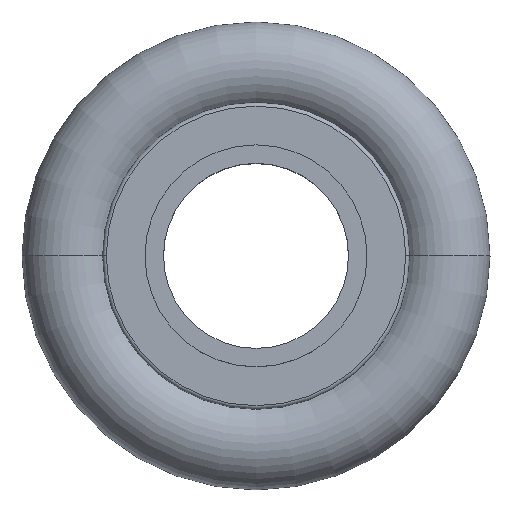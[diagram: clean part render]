
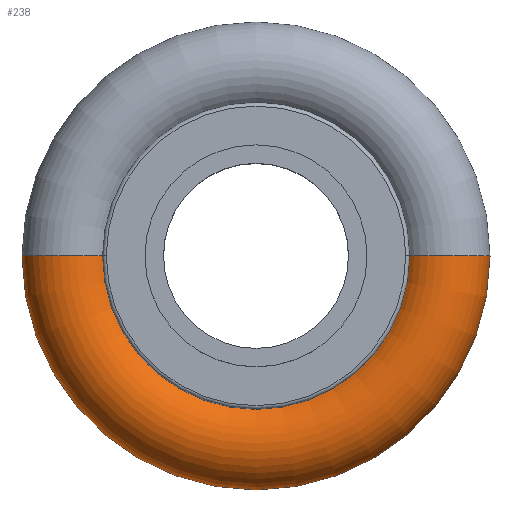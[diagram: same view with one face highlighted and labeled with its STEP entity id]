
A CAD part, top view. The second image highlights one B-rep face of the part: STEP entity #238.
In plain terms, the highlighted toroidal (fillet/blend) face has major radius 10.15 mm and minor radius 2.5 mm.
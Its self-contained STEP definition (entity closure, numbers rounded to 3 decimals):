
#39 = CARTESIAN_POINT ( 'NONE',  ( 0., 0., -4. ) ) ;
#41 = EDGE_CURVE ( 'NONE', #269, #335, #528, .T. ) ;
#42 = AXIS2_PLACEMENT_3D ( 'NONE', #39, #45, #110 ) ;
#45 = DIRECTION ( 'NONE',  ( 0., 0., 1. ) ) ;
#110 = DIRECTION ( 'NONE',  ( 1., 0., 0. ) ) ;
#139 = VERTEX_POINT ( 'NONE', #563 ) ;
#151 = EDGE_CURVE ( 'NONE', #139, #328, #617, .T. ) ;
#160 = CARTESIAN_POINT ( 'NONE',  ( 0., 0., -4. ) ) ;
#217 = CARTESIAN_POINT ( 'NONE',  ( -10.15, 0., -4. ) ) ;
#238 = ADVANCED_FACE ( 'NONE', ( #802 ), #727, .T. ) ;
#265 = DIRECTION ( 'NONE',  ( 0., 0., -1. ) ) ;
#269 = VERTEX_POINT ( 'NONE', #587 ) ;
#281 = DIRECTION ( 'NONE',  ( 0., 1., 0. ) ) ;
#295 = DIRECTION ( 'NONE',  ( -1., 0., 0. ) ) ;
#317 = CIRCLE ( 'NONE', #42, 7.65 ) ;
#328 = VERTEX_POINT ( 'NONE', #854 ) ;
#335 = VERTEX_POINT ( 'NONE', #856 ) ;
#346 = DIRECTION ( 'NONE',  ( 0., -1., 0. ) ) ;
#392 = CARTESIAN_POINT ( 'NONE',  ( 0., 0., -4. ) ) ;
#398 = ORIENTED_EDGE ( 'NONE', *, *, #858, .F. ) ;
#400 = CARTESIAN_POINT ( 'NONE',  ( 10.15, 0., -4. ) ) ;
#458 = DIRECTION ( 'NONE',  ( 0., 0., 1. ) ) ;
#459 = DIRECTION ( 'NONE',  ( 1., 0., 0. ) ) ;
#487 = ORIENTED_EDGE ( 'NONE', *, *, #807, .T. ) ;
#507 = AXIS2_PLACEMENT_3D ( 'NONE', #400, #346, #265 ) ;
#528 = CIRCLE ( 'NONE', #953, 2.5 ) ;
#563 = CARTESIAN_POINT ( 'NONE',  ( 12.65, 0., -4. ) ) ;
#587 = CARTESIAN_POINT ( 'NONE',  ( -12.65, 0., -4. ) ) ;
#593 = DIRECTION ( 'NONE',  ( 0., 0., 1. ) ) ;
#607 = DIRECTION ( 'NONE',  ( 1., 0., 0. ) ) ;
#617 = CIRCLE ( 'NONE', #507, 2.5 ) ;
#727 = TOROIDAL_SURFACE ( 'NONE', #745, 10.15, 2.5 ) ;
#745 = AXIS2_PLACEMENT_3D ( 'NONE', #392, #458, #459 ) ;
#778 = AXIS2_PLACEMENT_3D ( 'NONE', #160, #593, #607 ) ;
#802 = FACE_OUTER_BOUND ( 'NONE', #892, .T. ) ;
#807 = EDGE_CURVE ( 'NONE', #269, #139, #931, .T. ) ;
#836 = ORIENTED_EDGE ( 'NONE', *, *, #41, .F. ) ;
#854 = CARTESIAN_POINT ( 'NONE',  ( 7.65, 0., -4. ) ) ;
#856 = CARTESIAN_POINT ( 'NONE',  ( -7.65, 0., -4. ) ) ;
#858 = EDGE_CURVE ( 'NONE', #335, #328, #317, .T. ) ;
#892 = EDGE_LOOP ( 'NONE', ( #836, #487, #981, #398 ) ) ;
#931 = CIRCLE ( 'NONE', #778, 12.65 ) ;
#953 = AXIS2_PLACEMENT_3D ( 'NONE', #217, #281, #295 ) ;
#981 = ORIENTED_EDGE ( 'NONE', *, *, #151, .T. ) ;
